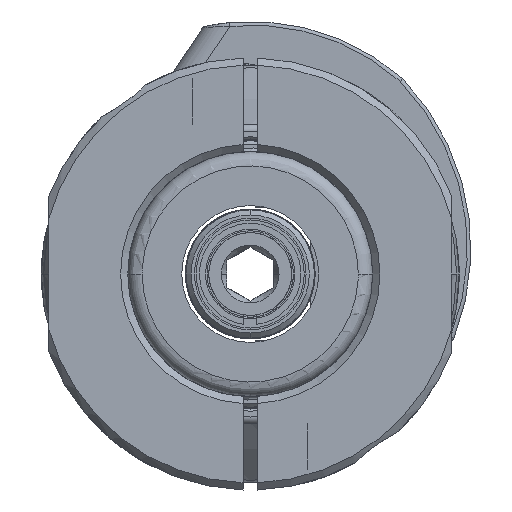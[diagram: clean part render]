
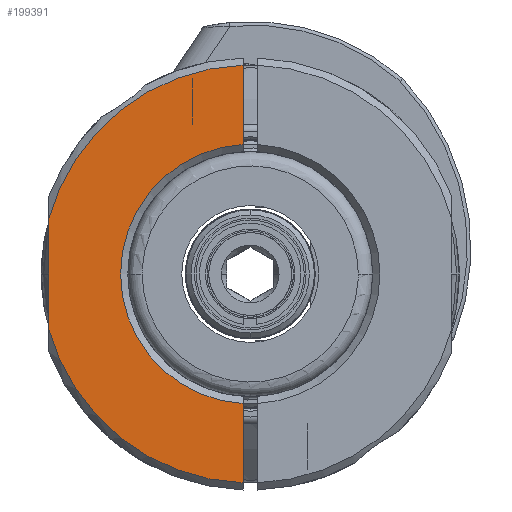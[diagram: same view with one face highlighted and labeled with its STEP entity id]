
A CAD part, left-side view. The second image highlights one B-rep face of the part: STEP entity #199391.
In plain terms, the highlighted planar face has unit normal (-1, 0, 0).
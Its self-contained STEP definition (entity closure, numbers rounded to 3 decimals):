
#195711=DIRECTION('',(0.,0.,-1.));
#195712=VECTOR('',#195711,11.011);
#195713=CARTESIAN_POINT('',(-82.3,1.,28.983));
#195714=LINE('',#195713,#195712);
#195715=CARTESIAN_POINT('',(-82.3,0.,0.));
#195716=DIRECTION('',(-1.,0.,0.));
#195717=DIRECTION('',(0.,0.056,0.998));
#195718=AXIS2_PLACEMENT_3D('',#195715,#195716,#195717);
#195720=DIRECTION('',(0.,0.,-1.));
#195721=VECTOR('',#195720,11.011);
#195722=CARTESIAN_POINT('',(-82.3,1.,-17.972));
#195723=LINE('',#195722,#195721);
#195724=CARTESIAN_POINT('',(-82.3,0.,0.));
#195725=DIRECTION('',(1.,0.,0.));
#195726=DIRECTION('',(0.,0.034,-0.999));
#195727=AXIS2_PLACEMENT_3D('',#195724,#195725,#195726);
#195729=DIRECTION('',(0.,0.,1.));
#195730=VECTOR('',#195729,15.1);
#195731=CARTESIAN_POINT('',(-82.3,28.,-7.55));
#195732=LINE('',#195731,#195730);
#195733=CARTESIAN_POINT('',(-82.3,0.,0.));
#195734=DIRECTION('',(1.,0.,0.));
#195735=DIRECTION('',(0.,0.966,0.26));
#195736=AXIS2_PLACEMENT_3D('',#195733,#195734,#195735);
#195738=CARTESIAN_POINT('',(-82.3,1.,-28.983));
#196849=CARTESIAN_POINT('',(-82.3,1.,28.983));
#196850=CARTESIAN_POINT('',(-82.3,1.,17.972));
#196851=VERTEX_POINT('',#196849);
#196852=VERTEX_POINT('',#196850);
#196863=VERTEX_POINT('',#195738);
#196864=CARTESIAN_POINT('',(-82.3,1.,-17.972));
#196865=VERTEX_POINT('',#196864);
#196870=CARTESIAN_POINT('',(-82.3,28.,-7.55));
#196871=VERTEX_POINT('',#196870);
#196872=CARTESIAN_POINT('',(-82.3,28.,7.55));
#196873=VERTEX_POINT('',#196872);
#199376=CARTESIAN_POINT('',(-82.3,0.,0.));
#199377=DIRECTION('',(-1.,0.,0.));
#199378=DIRECTION('',(0.,0.,-1.));
#199379=AXIS2_PLACEMENT_3D('',#199376,#199377,#199378);
#199380=PLANE('',#199379);
#199381=ORIENTED_EDGE('',*,*,#199083,.T.);
#199382=ORIENTED_EDGE('',*,*,#199115,.T.);
#199383=ORIENTED_EDGE('',*,*,#199139,.T.);
#199385=ORIENTED_EDGE('',*,*,#199384,.T.);
#199387=ORIENTED_EDGE('',*,*,#199386,.T.);
#199388=ORIENTED_EDGE('',*,*,#199366,.T.);
#199389=EDGE_LOOP('',(#199381,#199382,#199383,#199385,#199387,#199388));
#199390=FACE_OUTER_BOUND('',#199389,.F.);
#199391=ADVANCED_FACE('',(#199390),#199380,.T.);
#195719=CIRCLE('',#195718,18.);
#195728=CIRCLE('',#195727,29.);
#195737=CIRCLE('',#195736,29.);
#199083=EDGE_CURVE('',#196851,#196852,#195714,.T.);
#199115=EDGE_CURVE('',#196852,#196865,#195719,.T.);
#199139=EDGE_CURVE('',#196865,#196863,#195723,.T.);
#199366=EDGE_CURVE('',#196873,#196851,#195737,.T.);
#199384=EDGE_CURVE('',#196863,#196871,#195728,.T.);
#199386=EDGE_CURVE('',#196871,#196873,#195732,.T.);
